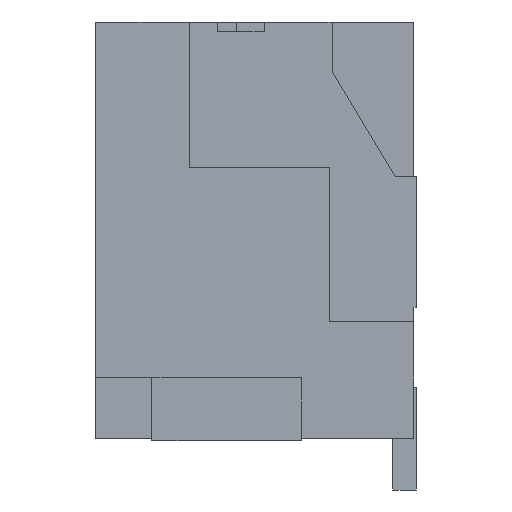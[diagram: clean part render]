
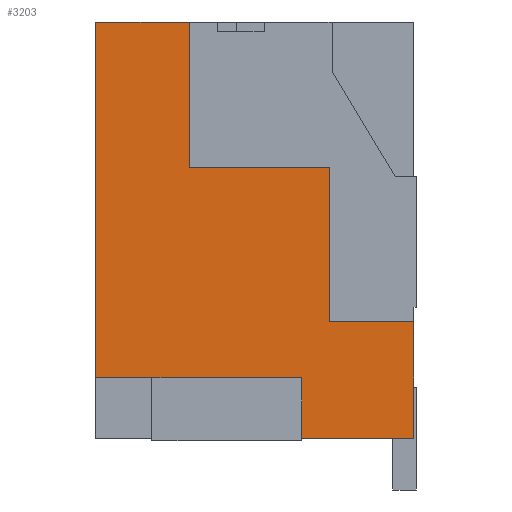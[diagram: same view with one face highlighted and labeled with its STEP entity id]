
A CAD part, left-side view. The second image highlights one B-rep face of the part: STEP entity #3203.
In plain terms, the highlighted planar face has unit normal (-1, 0, 0).
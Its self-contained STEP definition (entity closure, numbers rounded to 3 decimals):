
#805 = DIRECTION ( 'NONE',  ( 0., 0., -1. ) ) ;
#806 = VECTOR ( 'NONE', #805, 1000. ) ;
#807 = CARTESIAN_POINT ( 'NONE',  ( 6., -50.159, -1.525 ) ) ;
#808 = LINE ( 'NONE', #807, #806 ) ;
#854 = CARTESIAN_POINT ( 'NONE',  ( 6., -50.159, -4.825 ) ) ;
#975 = CARTESIAN_POINT ( 'NONE',  ( 6., -50.159, -1.525 ) ) ;
#976 = CARTESIAN_POINT ( 'NONE',  ( 6., -47.159, -1.525 ) ) ;
#1055 = DIRECTION ( 'NONE',  ( 0., -1., 0. ) ) ;
#1056 = VECTOR ( 'NONE', #1055, 1000. ) ;
#1057 = CARTESIAN_POINT ( 'NONE',  ( 6., -47.159, -1.525 ) ) ;
#1058 = LINE ( 'NONE', #1057, #1056 ) ;
#1138 = CARTESIAN_POINT ( 'NONE',  ( 6., -49.559, -7.325 ) ) ;
#1143 = CARTESIAN_POINT ( 'NONE',  ( 6., -49.559, -6.025 ) ) ;
#1381 = DIRECTION ( 'NONE',  ( 0., 0., 1. ) ) ;
#1382 = VECTOR ( 'NONE', #1381, 1000. ) ;
#1383 = CARTESIAN_POINT ( 'NONE',  ( 6., -49.559, -7.325 ) ) ;
#1384 = LINE ( 'NONE', #1383, #1382 ) ;
#1473 = CARTESIAN_POINT ( 'NONE',  ( 6., -47.159, 1.575 ) ) ;
#1613 = CARTESIAN_POINT ( 'NONE',  ( 6., -51.959, -4.825 ) ) ;
#1614 = DIRECTION ( 'NONE',  ( 0., -1., 0. ) ) ;
#1615 = VECTOR ( 'NONE', #1614, 1000. ) ;
#1616 = CARTESIAN_POINT ( 'NONE',  ( 6., -50.159, -4.825 ) ) ;
#1617 = LINE ( 'NONE', #1616, #1615 ) ;
#1629 = DIRECTION ( 'NONE',  ( 0., 0., -1. ) ) ;
#1630 = VECTOR ( 'NONE', #1629, 1000. ) ;
#1631 = CARTESIAN_POINT ( 'NONE',  ( 6., -47.159, 1.575 ) ) ;
#1632 = LINE ( 'NONE', #1631, #1630 ) ;
#1684 = CARTESIAN_POINT ( 'NONE',  ( 6., -45.159, -6.025 ) ) ;
#1685 = DIRECTION ( 'NONE',  ( 0., 0., -1. ) ) ;
#1686 = VECTOR ( 'NONE', #1685, 1000. ) ;
#1687 = CARTESIAN_POINT ( 'NONE',  ( 6., -45.159, 1.575 ) ) ;
#1688 = LINE ( 'NONE', #1687, #1686 ) ;
#1689 = CARTESIAN_POINT ( 'NONE',  ( 6., -45.159, 1.575 ) ) ;
#1690 = DIRECTION ( 'NONE',  ( 0., 1., 0. ) ) ;
#1691 = VECTOR ( 'NONE', #1690, 1000. ) ;
#1692 = CARTESIAN_POINT ( 'NONE',  ( 6., -45.159, 1.575 ) ) ;
#1693 = LINE ( 'NONE', #1692, #1691 ) ;
#1694 = DIRECTION ( 'NONE',  ( 0., -1., 0. ) ) ;
#1695 = DIRECTION ( 'NONE',  ( -1., 0., 0. ) ) ;
#1696 = CARTESIAN_POINT ( 'NONE',  ( 6., -45.159, -7.325 ) ) ;
#1697 = AXIS2_PLACEMENT_3D ( 'NONE', #1696, #1695, #1694 ) ;
#1698 = PLANE ( 'NONE',  #1697 ) ;
#1699 = FACE_OUTER_BOUND ( 'NONE', #3204, .T. ) ;
#1738 = DIRECTION ( 'NONE',  ( 0., 0., -1. ) ) ;
#1739 = VECTOR ( 'NONE', #1738, 1000. ) ;
#1740 = CARTESIAN_POINT ( 'NONE',  ( 6., -51.959, -4.825 ) ) ;
#1741 = LINE ( 'NONE', #1740, #1739 ) ;
#1742 = CARTESIAN_POINT ( 'NONE',  ( 6., -51.959, -7.325 ) ) ;
#1743 = DIRECTION ( 'NONE',  ( 0., -1., 0. ) ) ;
#1744 = VECTOR ( 'NONE', #1743, 1000. ) ;
#1745 = CARTESIAN_POINT ( 'NONE',  ( 6., -45.159, -7.325 ) ) ;
#1746 = LINE ( 'NONE', #1745, #1744 ) ;
#1747 = DIRECTION ( 'NONE',  ( 0., 1., 0. ) ) ;
#1748 = VECTOR ( 'NONE', #1747, 1000. ) ;
#1749 = CARTESIAN_POINT ( 'NONE',  ( 6., -45.159, -6.025 ) ) ;
#1750 = LINE ( 'NONE', #1749, #1748 ) ;
#2852 = EDGE_CURVE ( 'NONE', #2916, #2861, #808, .T. ) ;
#2861 = VERTEX_POINT ( 'NONE', #854 ) ;
#2914 = VERTEX_POINT ( 'NONE', #976 ) ;
#2916 = VERTEX_POINT ( 'NONE', #975 ) ;
#2954 = EDGE_CURVE ( 'NONE', #2914, #2916, #1058, .T. ) ;
#2989 = VERTEX_POINT ( 'NONE', #1143 ) ;
#2993 = VERTEX_POINT ( 'NONE', #1138 ) ;
#3074 = EDGE_CURVE ( 'NONE', #2993, #2989, #1384, .T. ) ;
#3099 = VERTEX_POINT ( 'NONE', #1473 ) ;
#3160 = EDGE_CURVE ( 'NONE', #3099, #2914, #1632, .T. ) ;
#3169 = EDGE_CURVE ( 'NONE', #2861, #3170, #1617, .T. ) ;
#3170 = VERTEX_POINT ( 'NONE', #1613 ) ;
#3176 = ORIENTED_EDGE ( 'NONE', *, *, #3169, .F. ) ;
#3177 = ORIENTED_EDGE ( 'NONE', *, *, #2852, .F. ) ;
#3178 = ORIENTED_EDGE ( 'NONE', *, *, #2954, .F. ) ;
#3203 = ADVANCED_FACE ( 'NONE', ( #1699 ), #1698, .T. ) ;
#3204 = EDGE_LOOP ( 'NONE', ( #3205, #3206, #3209, #3212, #3255, #3256, #3259, #3176, #3177, #3178 ) ) ;
#3205 = ORIENTED_EDGE ( 'NONE', *, *, #3160, .F. ) ;
#3206 = ORIENTED_EDGE ( 'NONE', *, *, #3207, .T. ) ;
#3207 = EDGE_CURVE ( 'NONE', #3099, #3208, #1693, .T. ) ;
#3208 = VERTEX_POINT ( 'NONE', #1689 ) ;
#3209 = ORIENTED_EDGE ( 'NONE', *, *, #3210, .T. ) ;
#3210 = EDGE_CURVE ( 'NONE', #3208, #3211, #1688, .T. ) ;
#3211 = VERTEX_POINT ( 'NONE', #1684 ) ;
#3212 = ORIENTED_EDGE ( 'NONE', *, *, #3254, .F. ) ;
#3254 = EDGE_CURVE ( 'NONE', #2989, #3211, #1750, .T. ) ;
#3255 = ORIENTED_EDGE ( 'NONE', *, *, #3074, .F. ) ;
#3256 = ORIENTED_EDGE ( 'NONE', *, *, #3257, .T. ) ;
#3257 = EDGE_CURVE ( 'NONE', #2993, #3258, #1746, .T. ) ;
#3258 = VERTEX_POINT ( 'NONE', #1742 ) ;
#3259 = ORIENTED_EDGE ( 'NONE', *, *, #3260, .F. ) ;
#3260 = EDGE_CURVE ( 'NONE', #3170, #3258, #1741, .T. ) ;
